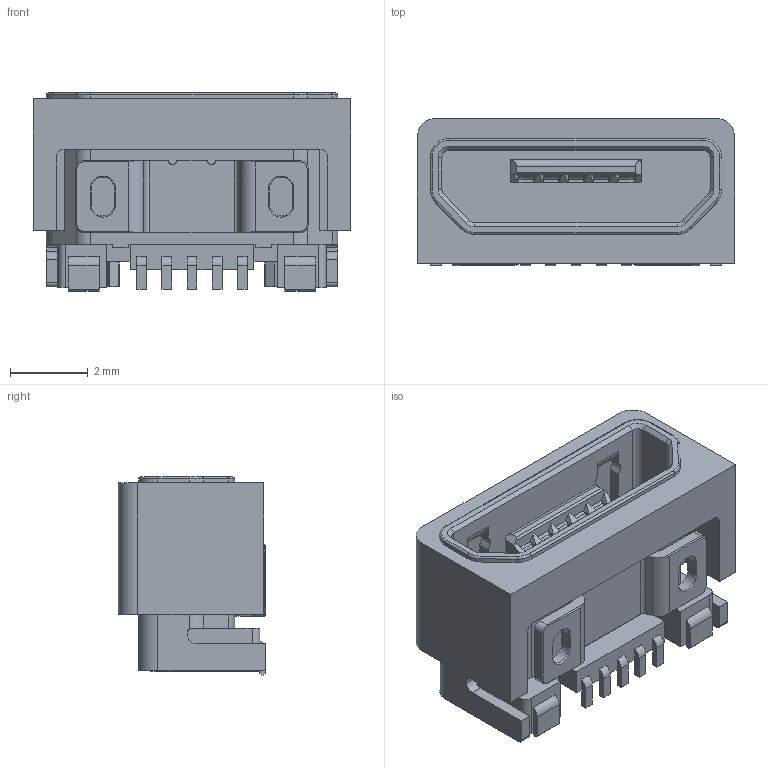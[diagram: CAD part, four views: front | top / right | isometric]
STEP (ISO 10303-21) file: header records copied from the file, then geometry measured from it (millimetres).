
FILE_DESCRIPTION((''),'2;1');
FILE_NAME('C-2173157-3','2014-10-08T',('workeradm'),('Tyco Electronics Ltd.'),'PRO/ENGINEER BY PARAMETRIC TECHNOLOGY CORPORATION, 2014090','PRO/ENGINEER BY PARAMETRIC TECHNOLOGY CORPORATION, 2014090','');
FILE_SCHEMA(('AUTOMOTIVE_DESIGN { 1 0 10303 214 1 1 1 1 }'));
Length unit declared in the file: millimetre
Products named in the file (1): C-2173157-3
Bounding box: 8.2 x 3.8 x 5.11 mm (x, y, z)
Volume: 81.2 mm3; surface area: 301.2 mm2
Topology: 1 solids, 1 shells, 357 faces, 965 edges, 616 vertices
Faces by surface type: plane 246, cylinder 91, cone 14, torus 6
Entity records: 11276 total; most frequent: CARTESIAN_POINT 2023, ORIENTED_EDGE 1930, DIRECTION 1849, EDGE_CURVE 965, VECTOR 747, LINE 747, VERTEX_POINT 616, AXIS2_PLACEMENT_3D 551
